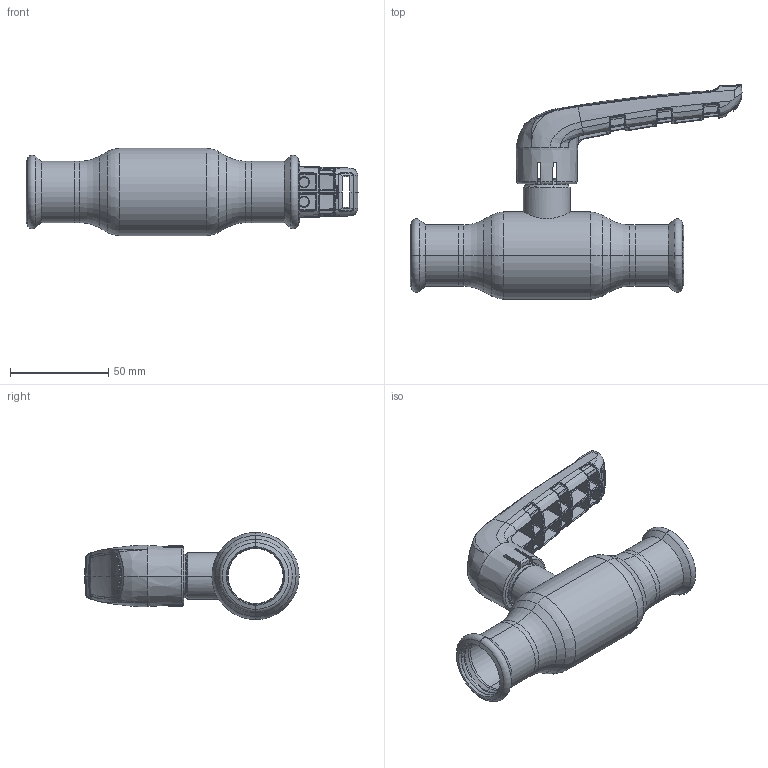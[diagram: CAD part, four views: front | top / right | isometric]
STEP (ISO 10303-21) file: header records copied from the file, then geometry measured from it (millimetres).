
FILE_DESCRIPTION (( 'STEP AP214' ), '1' );
FILE_NAME ('XPR20100 DN25 28 x 28.step', '2018-09-18T11:05:49', ( '' ), ( '' ), 'SwSTEP 2.0', 'SolidWorks 2017', '' );
FILE_SCHEMA (( 'AUTOMOTIVE_DESIGN' ));
Length unit declared in the file: millimetre
Products named in the file (1): XPR20100 DN25 28 x 28
Bounding box: 169.37 x 109.36 x 44.5 mm (x, y, z)
Surface area: 42303 mm2 (no closed solid volume)
Topology: 0 solids, 9 shells, 760 faces, 2584 edges, 1736 vertices
Faces by surface type: bspline 602, plane 48, cylinder 36, cone 33, torus 25, sphere 16
Entity records: 60393 total; most frequent: CARTESIAN_POINT 35705, ORIENTED_EDGE 4197, EDGE_CURVE 2582, B_SPLINE_CURVE_WITH_KNOTS 1842, VERTEX_POINT 1738, DIRECTION 1648, EDGE_LOOP 782, UNCERTAINTY_MEASURE_WITH_UNIT 762
